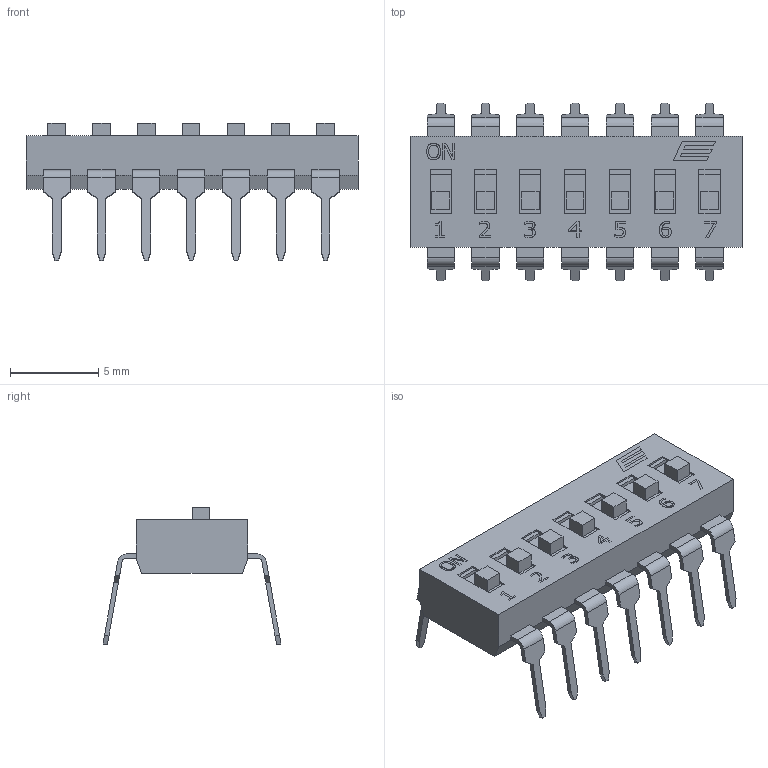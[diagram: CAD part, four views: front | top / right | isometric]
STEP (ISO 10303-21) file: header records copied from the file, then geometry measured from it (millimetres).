
FILE_DESCRIPTION(/* description */ (''),/* implementation_level */ '2;1');
FILE_NAME(/* name */ 'KAE07LAGx.stp',/* time_stamp */ '2025-05-21T09:55:38-05:00',/* author */ ('mroman'),/* organization */ (''),/* preprocessor_version */ 'ST-DEVELOPER v18.1',/* originating_system */ 'Autodesk Inventor 2022',/* authorisation */ '');
FILE_SCHEMA (('AUTOMOTIVE_DESIGN { 1 0 10303 214 3 1 1 }'));
Length unit declared in the file: centimetre
Products named in the file (1): KAE07LAGx
Bounding box: 18.82 x 10.09 x 7.8 mm (x, y, z)
Volume: 376.3 mm3; surface area: 599.8 mm2
Topology: 1 solids, 1 shells, 489 faces, 1345 edges, 892 vertices
Faces by surface type: plane 384, bspline 77, cylinder 28
Entity records: 15970 total; most frequent: CARTESIAN_POINT 3958, ORIENTED_EDGE 2690, DIRECTION 2073, EDGE_CURVE 1345, LINE 1135, VECTOR 1135, VERTEX_POINT 892, EDGE_LOOP 523
